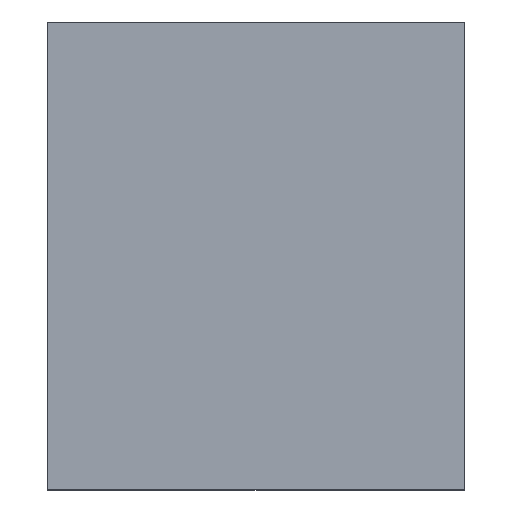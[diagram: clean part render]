
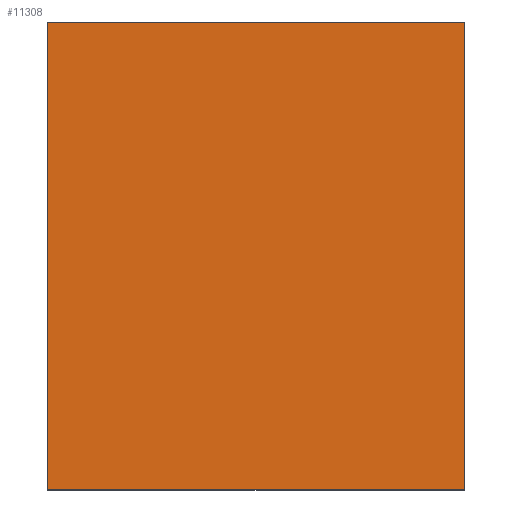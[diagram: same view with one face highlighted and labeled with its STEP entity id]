
A CAD part, top view. The second image highlights one B-rep face of the part: STEP entity #11308.
In plain terms, the highlighted planar face has unit normal (0, 0, 1).
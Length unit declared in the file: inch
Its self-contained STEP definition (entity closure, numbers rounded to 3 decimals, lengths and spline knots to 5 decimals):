
#1180 = ORIENTED_EDGE ( 'NONE', *, *, #6022, .T. ) ;
#1230 = LINE ( 'NONE', #17214, #9190 ) ;
#1472 = AXIS2_PLACEMENT_3D ( 'NONE', #14755, #3223, #11870 ) ;
#1945 = EDGE_LOOP ( 'NONE', ( #1180, #14352, #9038, #2212 ) ) ;
#1985 = VERTEX_POINT ( 'NONE', #13437 ) ;
#2212 = ORIENTED_EDGE ( 'NONE', *, *, #18792, .T. ) ;
#2906 = CARTESIAN_POINT ( 'NONE',  ( -0.53248, -0.59251, 0.88976 ) ) ;
#3223 = DIRECTION ( 'NONE',  ( 0., 0., -1. ) ) ;
#3957 = LINE ( 'NONE', #9419, #18516 ) ;
#4179 = DIRECTION ( 'NONE',  ( -1., 0., 0. ) ) ;
#4763 = LINE ( 'NONE', #16760, #18180 ) ;
#5089 = DIRECTION ( 'NONE',  ( 0., -1., 0. ) ) ;
#5617 = EDGE_CURVE ( 'NONE', #16740, #16538, #3957, .T. ) ;
#6022 = EDGE_CURVE ( 'NONE', #1985, #16740, #1230, .T. ) ;
#6517 = DIRECTION ( 'NONE',  ( 0., 1., 0. ) ) ;
#7057 = CARTESIAN_POINT ( 'NONE',  ( -0.53248, 0.60237, 0.88976 ) ) ;
#7766 = VECTOR ( 'NONE', #13090, 39.37008 ) ;
#8424 = VERTEX_POINT ( 'NONE', #10652 ) ;
#8924 = FACE_OUTER_BOUND ( 'NONE', #1945, .T. ) ;
#9038 = ORIENTED_EDGE ( 'NONE', *, *, #17887, .T. ) ;
#9072 = CARTESIAN_POINT ( 'NONE',  ( -0.53248, -0.59251, 0.88976 ) ) ;
#9190 = VECTOR ( 'NONE', #4179, 39.37008 ) ;
#9419 = CARTESIAN_POINT ( 'NONE',  ( -0.53248, 0.60237, 0.88976 ) ) ;
#10652 = CARTESIAN_POINT ( 'NONE',  ( 0.53248, -0.59251, 0.88976 ) ) ;
#11308 = ADVANCED_FACE ( 'NONE', ( #8924 ), #17672, .F. ) ;
#11614 = LINE ( 'NONE', #2906, #7766 ) ;
#11870 = DIRECTION ( 'NONE',  ( -1., 0., 0. ) ) ;
#13090 = DIRECTION ( 'NONE',  ( 1., 0., 0. ) ) ;
#13437 = CARTESIAN_POINT ( 'NONE',  ( 0.53248, 0.60237, 0.88976 ) ) ;
#14352 = ORIENTED_EDGE ( 'NONE', *, *, #5617, .T. ) ;
#14755 = CARTESIAN_POINT ( 'NONE',  ( 0., 0., 0.88976 ) ) ;
#16538 = VERTEX_POINT ( 'NONE', #9072 ) ;
#16740 = VERTEX_POINT ( 'NONE', #7057 ) ;
#16760 = CARTESIAN_POINT ( 'NONE',  ( 0.53248, 0.60237, 0.88976 ) ) ;
#17214 = CARTESIAN_POINT ( 'NONE',  ( -0.53248, 0.60237, 0.88976 ) ) ;
#17672 = PLANE ( 'NONE',  #1472 ) ;
#17887 = EDGE_CURVE ( 'NONE', #16538, #8424, #11614, .T. ) ;
#18180 = VECTOR ( 'NONE', #6517, 39.37008 ) ;
#18516 = VECTOR ( 'NONE', #5089, 39.37008 ) ;
#18792 = EDGE_CURVE ( 'NONE', #8424, #1985, #4763, .T. ) ;
